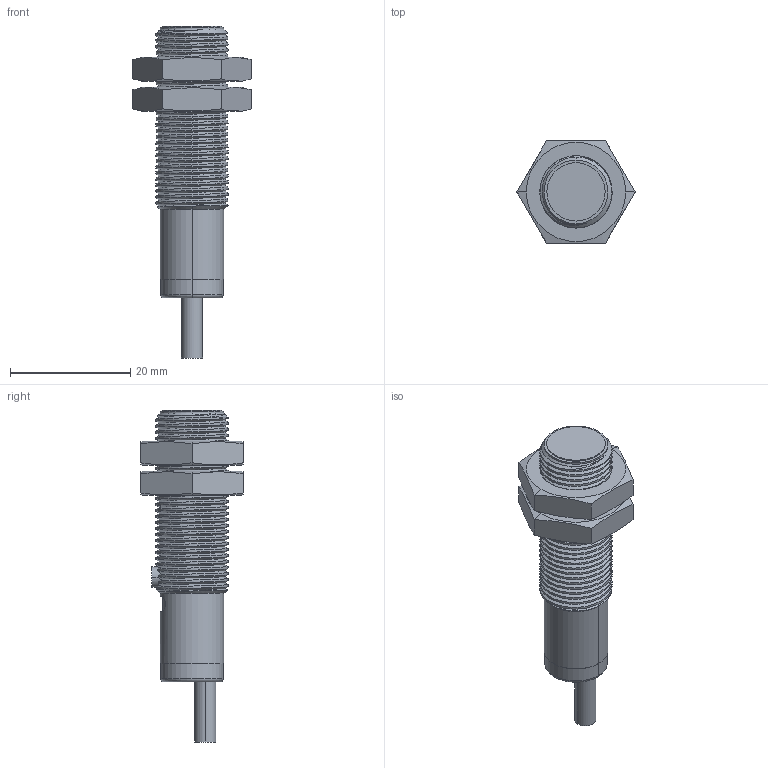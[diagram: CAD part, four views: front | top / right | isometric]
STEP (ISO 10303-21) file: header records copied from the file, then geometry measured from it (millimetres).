
FILE_DESCRIPTION((''),'2;1');
FILE_NAME('DM_CAD-1973_CABLE_SW0001','2014-06-25T',('creinig-se'),(''),'PRO/ENGINEER BY PARAMETRIC TECHNOLOGY CORPORATION, 2013050','PRO/ENGINEER BY PARAMETRIC TECHNOLOGY CORPORATION, 2013050','');
FILE_SCHEMA(('CONFIG_CONTROL_DESIGN'));
Length unit declared in the file: millimetre
Products named in the file (1): DM_CAD-1973_CABLE_SW0001
Bounding box: 19.63 x 17 x 55.2 mm (x, y, z)
Volume: 5724.4 mm3; surface area: 3328.9 mm2
Topology: 1 solids, 3 shells, 143 faces, 364 edges, 233 vertices
Faces by surface type: cylinder 61, bspline 34, plane 28, cone 16, torus 2, sphere 2
Entity records: 15907 total; most frequent: CARTESIAN_POINT 11776, ORIENTED_EDGE 724, DIRECTION 456, EDGE_CURVE 362, VERTEX_POINT 233, B_SPLINE_CURVE_WITH_KNOTS 193, AXIS2_PLACEMENT_3D 178, EDGE_LOOP 153
